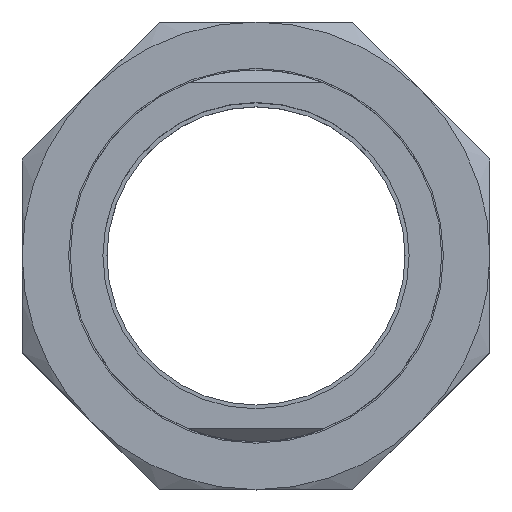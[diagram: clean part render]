
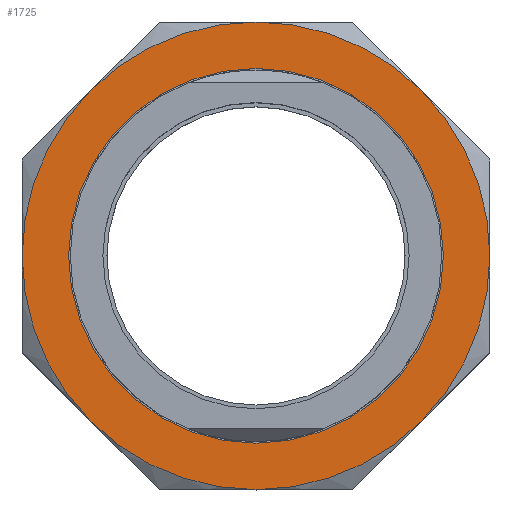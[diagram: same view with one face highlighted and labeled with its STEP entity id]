
A CAD part, top view. The second image highlights one B-rep face of the part: STEP entity #1725.
In plain terms, the highlighted planar face has unit normal (0, 0, 1).
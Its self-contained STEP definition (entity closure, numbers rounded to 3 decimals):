
#392 = CARTESIAN_POINT ( 'NONE',  ( 0., 0., 15. ) ) ;
#393 = AXIS2_PLACEMENT_3D ( 'NONE', #392, #410, #409 ) ;
#394 = CIRCLE ( 'NONE', #393, 36.5 ) ;
#409 = DIRECTION ( 'NONE',  ( 1., 0., 0. ) ) ;
#410 = DIRECTION ( 'NONE',  ( 0., 0., 1. ) ) ;
#933 = PLANE ( 'NONE',  #944 ) ;
#934 = FACE_OUTER_BOUND ( 'NONE', #1729, .T. ) ;
#941 = DIRECTION ( 'NONE',  ( -1., 0., 0. ) ) ;
#942 = DIRECTION ( 'NONE',  ( 0., 0., -1. ) ) ;
#943 = CARTESIAN_POINT ( 'NONE',  ( 0., 36.5, 15. ) ) ;
#944 = AXIS2_PLACEMENT_3D ( 'NONE', #943, #942, #941 ) ;
#946 = DIRECTION ( 'NONE',  ( 1., 0., 0. ) ) ;
#947 = DIRECTION ( 'NONE',  ( 0., 0., 1. ) ) ;
#948 = CARTESIAN_POINT ( 'NONE',  ( 0., 0., 15. ) ) ;
#949 = AXIS2_PLACEMENT_3D ( 'NONE', #948, #947, #946 ) ;
#950 = CIRCLE ( 'NONE', #949, 29.25 ) ;
#951 = FACE_BOUND ( 'NONE', #1726, .T. ) ;
#1241 = EDGE_CURVE ( 'NONE', #1323, #1355, #2144, .T. ) ;
#1278 = VERTEX_POINT ( 'NONE', #2127 ) ;
#1280 = EDGE_CURVE ( 'NONE', #1278, #1281, #2126, .T. ) ;
#1281 = VERTEX_POINT ( 'NONE', #2071 ) ;
#1320 = VERTEX_POINT ( 'NONE', #2279 ) ;
#1323 = VERTEX_POINT ( 'NONE', #2440 ) ;
#1325 = EDGE_CURVE ( 'NONE', #1320, #1323, #2439, .T. ) ;
#1332 = EDGE_CURVE ( 'NONE', #1333, #1320, #2327, .T. ) ;
#1333 = VERTEX_POINT ( 'NONE', #2322 ) ;
#1355 = VERTEX_POINT ( 'NONE', #2225 ) ;
#1356 = EDGE_CURVE ( 'NONE', #1355, #1376, #2229, .T. ) ;
#1376 = VERTEX_POINT ( 'NONE', #2367 ) ;
#1384 = EDGE_CURVE ( 'NONE', #1400, #1399, #2349, .T. ) ;
#1389 = EDGE_CURVE ( 'NONE', #1399, #1333, #2448, .T. ) ;
#1399 = VERTEX_POINT ( 'NONE', #2469 ) ;
#1400 = VERTEX_POINT ( 'NONE', #2468 ) ;
#1406 = EDGE_CURVE ( 'NONE', #1409, #1400, #2466, .T. ) ;
#1409 = VERTEX_POINT ( 'NONE', #2461 ) ;
#1424 = EDGE_CURVE ( 'NONE', #1376, #1409, #394, .T. ) ;
#1724 = EDGE_CURVE ( 'NONE', #1281, #1278, #950, .T. ) ;
#1725 = ADVANCED_FACE ( 'NONE', ( #951, #934 ), #933, .F. ) ;
#1726 = EDGE_LOOP ( 'NONE', ( #1727, #1728 ) ) ;
#1727 = ORIENTED_EDGE ( 'NONE', *, *, #1724, .F. ) ;
#1728 = ORIENTED_EDGE ( 'NONE', *, *, #1280, .F. ) ;
#1729 = EDGE_LOOP ( 'NONE', ( #1730, #1731, #1732, #1735, #1736, #1737, #1738, #1739 ) ) ;
#1730 = ORIENTED_EDGE ( 'NONE', *, *, #1384, .T. ) ;
#1731 = ORIENTED_EDGE ( 'NONE', *, *, #1389, .T. ) ;
#1732 = ORIENTED_EDGE ( 'NONE', *, *, #1332, .T. ) ;
#1735 = ORIENTED_EDGE ( 'NONE', *, *, #1325, .T. ) ;
#1736 = ORIENTED_EDGE ( 'NONE', *, *, #1241, .T. ) ;
#1737 = ORIENTED_EDGE ( 'NONE', *, *, #1356, .T. ) ;
#1738 = ORIENTED_EDGE ( 'NONE', *, *, #1424, .T. ) ;
#1739 = ORIENTED_EDGE ( 'NONE', *, *, #1406, .T. ) ;
#2071 = CARTESIAN_POINT ( 'NONE',  ( 29.25, 0., 15. ) ) ;
#2072 = DIRECTION ( 'NONE',  ( 1., 0., 0. ) ) ;
#2073 = DIRECTION ( 'NONE',  ( 0., 0., 1. ) ) ;
#2074 = AXIS2_PLACEMENT_3D ( 'NONE', #2125, #2073, #2072 ) ;
#2125 = CARTESIAN_POINT ( 'NONE',  ( 0., 0., 15. ) ) ;
#2126 = CIRCLE ( 'NONE', #2074, 29.25 ) ;
#2127 = CARTESIAN_POINT ( 'NONE',  ( -29.25, 0., 15. ) ) ;
#2140 = DIRECTION ( 'NONE',  ( 1., 0., 0. ) ) ;
#2141 = DIRECTION ( 'NONE',  ( 0., 0., 1. ) ) ;
#2142 = CARTESIAN_POINT ( 'NONE',  ( 0., 0., 15. ) ) ;
#2143 = AXIS2_PLACEMENT_3D ( 'NONE', #2142, #2141, #2140 ) ;
#2144 = CIRCLE ( 'NONE', #2143, 36.5 ) ;
#2225 = CARTESIAN_POINT ( 'NONE',  ( -25.809, -25.809, 15. ) ) ;
#2226 = DIRECTION ( 'NONE',  ( 0., 0., 1. ) ) ;
#2227 = CARTESIAN_POINT ( 'NONE',  ( 0., 0., 15. ) ) ;
#2228 = AXIS2_PLACEMENT_3D ( 'NONE', #2227, #2226, #2269 ) ;
#2229 = CIRCLE ( 'NONE', #2228, 36.5 ) ;
#2269 = DIRECTION ( 'NONE',  ( 1., 0., 0. ) ) ;
#2279 = CARTESIAN_POINT ( 'NONE',  ( -25.809, 25.809, 15. ) ) ;
#2322 = CARTESIAN_POINT ( 'NONE',  ( 0., 36.5, 15. ) ) ;
#2323 = DIRECTION ( 'NONE',  ( 1., 0., 0. ) ) ;
#2324 = DIRECTION ( 'NONE',  ( 0., 0., 1. ) ) ;
#2325 = CARTESIAN_POINT ( 'NONE',  ( 0., 0., 15. ) ) ;
#2326 = AXIS2_PLACEMENT_3D ( 'NONE', #2325, #2324, #2323 ) ;
#2327 = CIRCLE ( 'NONE', #2326, 36.5 ) ;
#2336 = DIRECTION ( 'NONE',  ( 1., 0., 0. ) ) ;
#2337 = DIRECTION ( 'NONE',  ( 0., 0., 1. ) ) ;
#2338 = CARTESIAN_POINT ( 'NONE',  ( 0., 0., 15. ) ) ;
#2340 = AXIS2_PLACEMENT_3D ( 'NONE', #2338, #2337, #2336 ) ;
#2349 = CIRCLE ( 'NONE', #2340, 36.5 ) ;
#2367 = CARTESIAN_POINT ( 'NONE',  ( 0., -36.5, 15. ) ) ;
#2426 = DIRECTION ( 'NONE',  ( 1., 0., 0. ) ) ;
#2427 = DIRECTION ( 'NONE',  ( 0., 0., 1. ) ) ;
#2428 = CARTESIAN_POINT ( 'NONE',  ( 0., 0., 15. ) ) ;
#2429 = AXIS2_PLACEMENT_3D ( 'NONE', #2428, #2427, #2426 ) ;
#2439 = CIRCLE ( 'NONE', #2429, 36.5 ) ;
#2440 = CARTESIAN_POINT ( 'NONE',  ( -36.5, 0., 15. ) ) ;
#2445 = DIRECTION ( 'NONE',  ( 0., 0., 1. ) ) ;
#2446 = CARTESIAN_POINT ( 'NONE',  ( 0., 0., 15. ) ) ;
#2447 = AXIS2_PLACEMENT_3D ( 'NONE', #2446, #2445, #2476 ) ;
#2448 = CIRCLE ( 'NONE', #2447, 36.5 ) ;
#2461 = CARTESIAN_POINT ( 'NONE',  ( 25.809, -25.809, 15. ) ) ;
#2462 = DIRECTION ( 'NONE',  ( 1., 0., 0. ) ) ;
#2463 = DIRECTION ( 'NONE',  ( 0., 0., 1. ) ) ;
#2464 = CARTESIAN_POINT ( 'NONE',  ( 0., 0., 15. ) ) ;
#2465 = AXIS2_PLACEMENT_3D ( 'NONE', #2464, #2463, #2462 ) ;
#2466 = CIRCLE ( 'NONE', #2465, 36.5 ) ;
#2468 = CARTESIAN_POINT ( 'NONE',  ( 36.5, 0., 15. ) ) ;
#2469 = CARTESIAN_POINT ( 'NONE',  ( 25.809, 25.809, 15. ) ) ;
#2476 = DIRECTION ( 'NONE',  ( 1., 0., 0. ) ) ;
